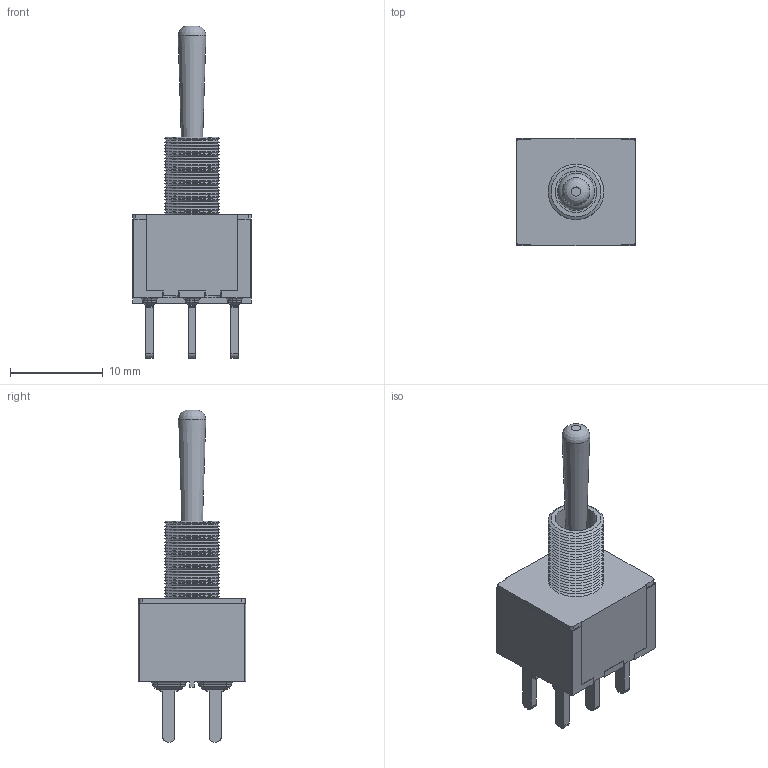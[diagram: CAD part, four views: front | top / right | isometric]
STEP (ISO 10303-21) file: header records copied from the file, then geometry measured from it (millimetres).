
FILE_DESCRIPTION(('FreeCAD Model'),'2;1');
FILE_NAME('Open CASCADE Shape Model','2024-04-27T10:00:15',(''),(''), 'Open CASCADE STEP processor 7.7','FreeCAD','Unknown');
FILE_SCHEMA(('AUTOMOTIVE_DESIGN { 1 0 10303 214 1 1 1 1 }'));
Length unit declared in the file: millimetre
Products named in the file (4): Part; Body; Body005; Compound
Assembly tree (3 placements, depth 2):
  Part
    Body
    Body005
    Compound
Bounding box: 12.8 x 11.6 x 35.86 mm (x, y, z)
Volume: 1606.7 mm3; surface area: 2201.2 mm2
Topology: 8 solids, 8 shells, 431 faces, 1007 edges, 601 vertices
Faces by surface type: plane 193, cylinder 115, cone 73, torus 25, bspline 24, revolution 1
Full cylindrical faces by diameter (mm): 3 x1, 4 x1, 4.5 x1
Entity records: 12570 total; most frequent: CARTESIAN_POINT 2737, DIRECTION 2051, ORIENTED_EDGE 2014, EDGE_CURVE 1007, AXIS2_PLACEMENT_3D 699, LINE 652, VECTOR 652, VERTEX_POINT 601
